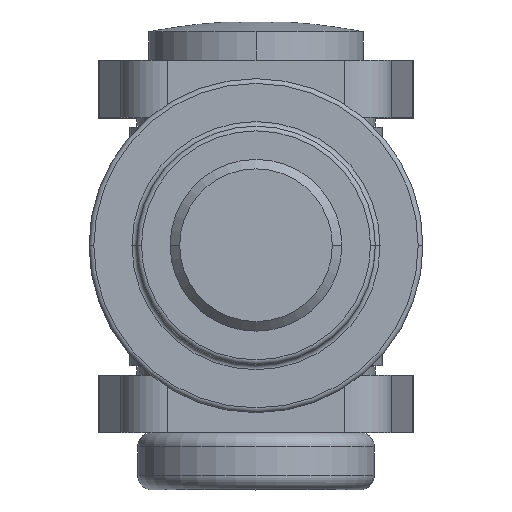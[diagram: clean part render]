
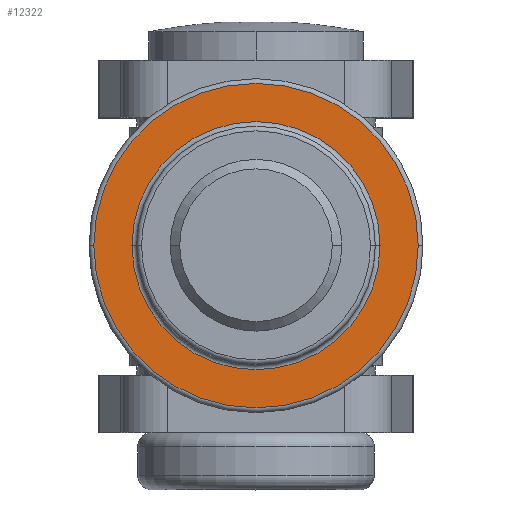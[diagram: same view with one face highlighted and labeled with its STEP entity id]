
A CAD part, top view. The second image highlights one B-rep face of the part: STEP entity #12322.
In plain terms, the highlighted planar face has unit normal (0, 0, 1).
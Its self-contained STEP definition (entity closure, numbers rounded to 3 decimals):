
#330 = CARTESIAN_POINT ( 'NONE',  ( 17., 0., 5. ) ) ;
#1296 = CARTESIAN_POINT ( 'NONE',  ( 0., 0., 5. ) ) ;
#1392 = AXIS2_PLACEMENT_3D ( 'NONE', #2784, #10298, #2669 ) ;
#1660 = DIRECTION ( 'NONE',  ( 0., 0., 1. ) ) ;
#1789 = DIRECTION ( 'NONE',  ( 1., 0., 0. ) ) ;
#2669 = DIRECTION ( 'NONE',  ( 1., 0., 0. ) ) ;
#2784 = CARTESIAN_POINT ( 'NONE',  ( 0., 0., 5. ) ) ;
#2905 = CIRCLE ( 'NONE', #11622, 17. ) ;
#3436 = CIRCLE ( 'NONE', #7598, 13. ) ;
#3442 = EDGE_CURVE ( 'NONE', #5131, #9874, #2905, .T. ) ;
#3497 = ORIENTED_EDGE ( 'NONE', *, *, #14237, .T. ) ;
#3849 = ORIENTED_EDGE ( 'NONE', *, *, #3442, .T. ) ;
#4452 = PLANE ( 'NONE',  #1392 ) ;
#4832 = ORIENTED_EDGE ( 'NONE', *, *, #5159, .T. ) ;
#5131 = VERTEX_POINT ( 'NONE', #330 ) ;
#5159 = EDGE_CURVE ( 'NONE', #9874, #5131, #6925, .T. ) ;
#6355 = DIRECTION ( 'NONE',  ( 1., 0., 0. ) ) ;
#6809 = DIRECTION ( 'NONE',  ( 1., 0., 0. ) ) ;
#6823 = EDGE_CURVE ( 'NONE', #12880, #8878, #3436, .T. ) ;
#6866 = EDGE_LOOP ( 'NONE', ( #3849, #4832 ) ) ;
#6925 = CIRCLE ( 'NONE', #12137, 17. ) ;
#7532 = DIRECTION ( 'NONE',  ( 0., 0., -1. ) ) ;
#7598 = AXIS2_PLACEMENT_3D ( 'NONE', #1296, #11055, #9867 ) ;
#7968 = CARTESIAN_POINT ( 'NONE',  ( 0., 0., 5. ) ) ;
#8878 = VERTEX_POINT ( 'NONE', #15306 ) ;
#9867 = DIRECTION ( 'NONE',  ( 1., 0., 0. ) ) ;
#9874 = VERTEX_POINT ( 'NONE', #14385 ) ;
#10040 = FACE_OUTER_BOUND ( 'NONE', #6866, .T. ) ;
#10298 = DIRECTION ( 'NONE',  ( 0., 0., 1. ) ) ;
#10359 = CIRCLE ( 'NONE', #14340, 13. ) ;
#10432 = CARTESIAN_POINT ( 'NONE',  ( 0., 0., 5. ) ) ;
#11055 = DIRECTION ( 'NONE',  ( 0., 0., -1. ) ) ;
#11622 = AXIS2_PLACEMENT_3D ( 'NONE', #7968, #11693, #1789 ) ;
#11693 = DIRECTION ( 'NONE',  ( 0., 0., 1. ) ) ;
#12137 = AXIS2_PLACEMENT_3D ( 'NONE', #10432, #1660, #6809 ) ;
#12155 = EDGE_LOOP ( 'NONE', ( #15981, #3497 ) ) ;
#12322 = ADVANCED_FACE ( 'NONE', ( #10040, #13527 ), #4452, .T. ) ;
#12880 = VERTEX_POINT ( 'NONE', #15287 ) ;
#13527 = FACE_BOUND ( 'NONE', #12155, .T. ) ;
#13710 = CARTESIAN_POINT ( 'NONE',  ( 0., 0., 5. ) ) ;
#14237 = EDGE_CURVE ( 'NONE', #8878, #12880, #10359, .T. ) ;
#14340 = AXIS2_PLACEMENT_3D ( 'NONE', #13710, #7532, #6355 ) ;
#14385 = CARTESIAN_POINT ( 'NONE',  ( -17., 0., 5. ) ) ;
#15287 = CARTESIAN_POINT ( 'NONE',  ( 13., 0., 5. ) ) ;
#15306 = CARTESIAN_POINT ( 'NONE',  ( -13., 0., 5. ) ) ;
#15981 = ORIENTED_EDGE ( 'NONE', *, *, #6823, .T. ) ;
